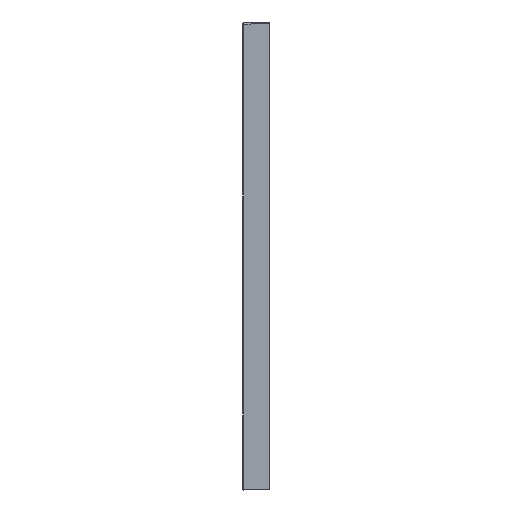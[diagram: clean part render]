
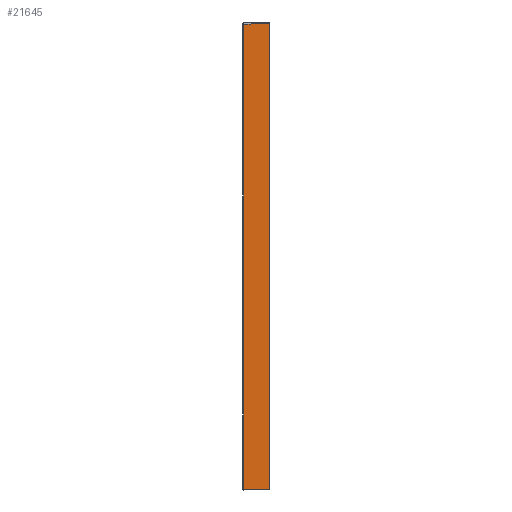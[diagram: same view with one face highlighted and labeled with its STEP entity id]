
A CAD part, left-side view. The second image highlights one B-rep face of the part: STEP entity #21645.
In plain terms, the highlighted planar face has unit normal (-0.999, 0.035, 0).
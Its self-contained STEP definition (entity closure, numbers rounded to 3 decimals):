
#274=DIRECTION('',(-0.035,-0.999,0.));
#275=VECTOR('',#274,38.038);
#276=CARTESIAN_POINT('',(-898.673,-1.986,
-262.5));
#277=LINE('',#276,#275);
#1778=CARTESIAN_POINT('',(-900.,-40.,435.501));
#1780=CARTESIAN_POINT('',(-898.673,-1.986,
-252.5));
#1781=CARTESIAN_POINT('',(-898.673,-1.986,
-221.009));
#1782=CARTESIAN_POINT('',(-898.672,-1.97,
-158.123));
#1783=CARTESIAN_POINT('',(-898.671,-1.933,
-61.456));
#1784=CARTESIAN_POINT('',(-898.67,-1.924,
3.719));
#1785=CARTESIAN_POINT('',(-898.671,-1.93,
37.5));
#1787=DIRECTION('',(0.,0.,1.));
#1788=VECTOR('',#1787,290.);
#1789=CARTESIAN_POINT('',(-898.671,-1.93,
37.5));
#1790=LINE('',#1789,#1788);
#1791=CARTESIAN_POINT('',(-898.673,-1.986,
327.5));
#1792=CARTESIAN_POINT('',(-898.673,-1.986,
339.308));
#1793=CARTESIAN_POINT('',(-898.672,-1.98,
362.76));
#1794=CARTESIAN_POINT('',(-898.672,-1.959,
398.318));
#1795=CARTESIAN_POINT('',(-898.671,-1.941,
422.066));
#1796=CARTESIAN_POINT('',(-898.671,-1.932,
434.172));
#1798=DIRECTION('',(-0.035,-0.999,0.035));
#1799=VECTOR('',#1798,38.115);
#1800=CARTESIAN_POINT('',(-898.671,-1.932,
434.172));
#1801=LINE('',#1800,#1799);
#1802=DIRECTION('',(0.,0.,-1.));
#1803=VECTOR('',#1802,698.001);
#1804=CARTESIAN_POINT('',(-900.,-40.,
435.501));
#1805=LINE('',#1804,#1803);
#1816=CARTESIAN_POINT('',(-898.673,-1.986,
-252.5));
#1818=DIRECTION('',(0.,0.,-1.));
#1819=VECTOR('',#1818,10.);
#1820=CARTESIAN_POINT('',(-898.673,-1.986,
-252.5));
#1821=LINE('',#1820,#1819);
#17286=CARTESIAN_POINT('',(-900.,-40.,-262.5));
#17288=VERTEX_POINT('',#17286);
#18490=VERTEX_POINT('',#1816);
#18491=CARTESIAN_POINT('',(-898.671,-1.93,
37.5));
#18492=VERTEX_POINT('',#18491);
#18526=CARTESIAN_POINT('',(-898.671,-1.932,
434.172));
#18527=VERTEX_POINT('',#18526);
#18528=VERTEX_POINT('',#1778);
#18529=CARTESIAN_POINT('',(-898.673,-1.986,
-262.5));
#18530=VERTEX_POINT('',#18529);
#18531=CARTESIAN_POINT('',(-898.673,-1.986,
327.5));
#18532=VERTEX_POINT('',#18531);
#21627=CARTESIAN_POINT('',(-899.335,-20.964,
86.501));
#21628=DIRECTION('',(0.999,-0.035,0.));
#21629=DIRECTION('',(0.035,0.999,0.));
#21630=AXIS2_PLACEMENT_3D('',#21627,#21628,#21629);
#21631=PLANE('',#21630);
#21632=ORIENTED_EDGE('',*,*,#19215,.F.);
#21634=ORIENTED_EDGE('',*,*,#21633,.F.);
#21636=ORIENTED_EDGE('',*,*,#21635,.T.);
#21638=ORIENTED_EDGE('',*,*,#21637,.T.);
#21640=ORIENTED_EDGE('',*,*,#21639,.T.);
#21641=ORIENTED_EDGE('',*,*,#21620,.T.);
#21642=ORIENTED_EDGE('',*,*,#18974,.T.);
#21643=EDGE_LOOP('',(#21632,#21634,#21636,#21638,#21640,#21641,#21642));
#21644=FACE_OUTER_BOUND('',#21643,.F.);
#21645=ADVANCED_FACE('',(#21644),#21631,.F.);
#1786=B_SPLINE_CURVE_WITH_KNOTS('',3,(#1780,#1781,#1782,#1783,#1784,#1785),
.UNSPECIFIED.,.F.,.F.,(4,1,1,4),(0.,0.326,0.651,1.),
.UNSPECIFIED.);
#1797=B_SPLINE_CURVE_WITH_KNOTS('',3,(#1791,#1792,#1793,#1794,#1795,#1796),
.UNSPECIFIED.,.F.,.F.,(4,1,1,4),(0.,0.332,0.66,1.),
.UNSPECIFIED.);
#18974=EDGE_CURVE('',#18528,#17288,#1805,.T.);
#19215=EDGE_CURVE('',#18530,#17288,#277,.T.);
#21620=EDGE_CURVE('',#18527,#18528,#1801,.T.);
#21633=EDGE_CURVE('',#18490,#18530,#1821,.T.);
#21635=EDGE_CURVE('',#18490,#18492,#1786,.T.);
#21637=EDGE_CURVE('',#18492,#18532,#1790,.T.);
#21639=EDGE_CURVE('',#18532,#18527,#1797,.T.);
